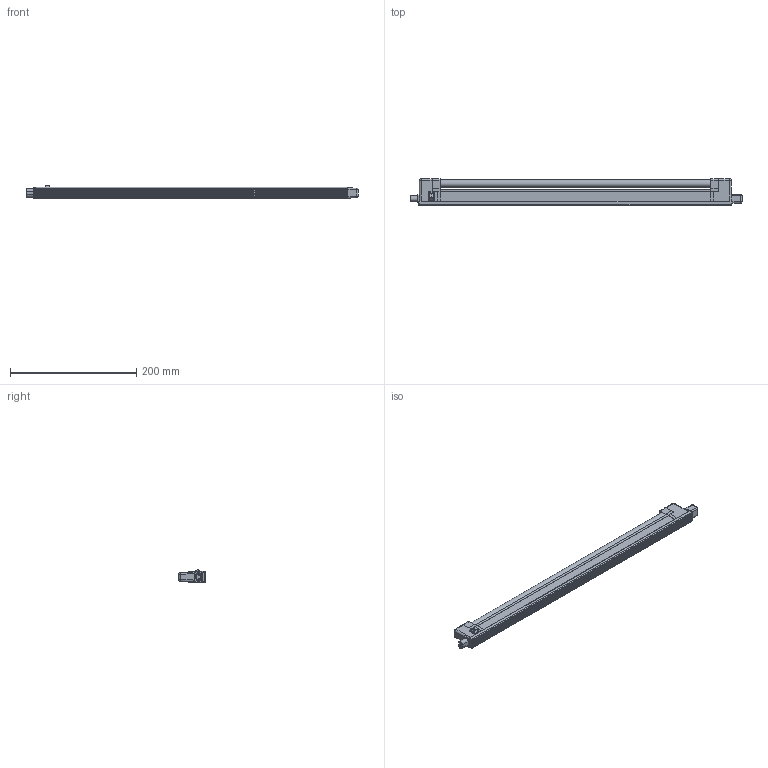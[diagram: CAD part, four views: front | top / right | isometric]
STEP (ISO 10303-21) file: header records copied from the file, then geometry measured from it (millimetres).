
FILE_DESCRIPTION (( 'STEP AP203' ), '1' );
FILE_NAME ('LLPO0-2004A1-1-16-K01 Ñâåòèëüíèê ËÏÎ2004A-1 16Âò 230Â T4_G5 ÈÝÊ.STEP', '2017-06-23T09:19:42', ( '' ), ( '' ), 'SwSTEP 2.0', 'SolidWorks 2014', '' );
FILE_SCHEMA (( 'CONFIG_CONTROL_DESIGN' ));
Length unit declared in the file: millimetre
Products named in the file (1): LLPO0-2004A1-1-16-K01 Ñâåòèëüíèê ËÏÎ2004A-1 16Âò 230Â T4_G5 ÈÝÊ
Bounding box: 525 x 42 x 20.5 mm (x, y, z)
Volume: 263774.6 mm3; surface area: 67458.6 mm2
Topology: 1 solids, 1 shells, 250 faces, 641 edges, 375 vertices
Faces by surface type: plane 132, cylinder 88, sphere 18, bspline 8, torus 4
Full cylindrical faces by diameter (mm): 1.539 x1, 1.811 x1, 2 x2, 11.6 x1
Entity records: 7427 total; most frequent: CARTESIAN_POINT 1613, ORIENTED_EDGE 1214, DIRECTION 1159, EDGE_CURVE 607, LINE 425, VECTOR 425, VERTEX_POINT 370, AXIS2_PLACEMENT_3D 367
